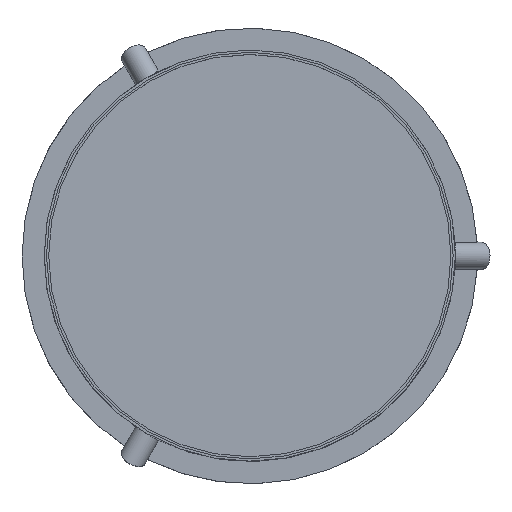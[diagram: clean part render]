
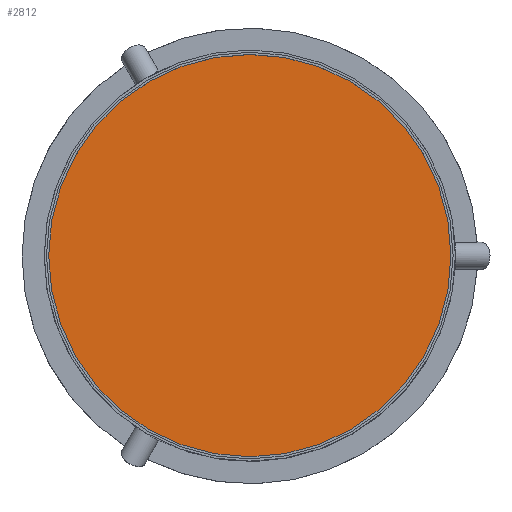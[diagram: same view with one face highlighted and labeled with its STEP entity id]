
A CAD part, top view. The second image highlights one B-rep face of the part: STEP entity #2812.
In plain terms, the highlighted planar face has unit normal (0, 0, 1).
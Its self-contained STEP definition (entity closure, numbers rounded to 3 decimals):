
#372=FACE_OUTER_BOUND('',#579,.T.);
#579=EDGE_LOOP('',(#2551));
#684=CIRCLE('',#3121,453.);
#1387=VERTEX_POINT('',#5467);
#1776=EDGE_CURVE('',#1387,#1387,#684,.T.);
#2551=ORIENTED_EDGE('',*,*,#1776,.T.);
#2657=PLANE('',#3120);
#2812=ADVANCED_FACE('',(#372),#2657,.T.);
#3120=AXIS2_PLACEMENT_3D('',#5466,#3892,#3893);
#3121=AXIS2_PLACEMENT_3D('',#5468,#3894,#3895);
#3892=DIRECTION('center_axis',(0.,0.,1.));
#3893=DIRECTION('ref_axis',(1.,0.,0.));
#3894=DIRECTION('center_axis',(0.,0.,1.));
#3895=DIRECTION('ref_axis',(-1.,0.,0.));
#5466=CARTESIAN_POINT('Origin',(0.,0.,
485.));
#5467=CARTESIAN_POINT('',(453.,0.,485.));
#5468=CARTESIAN_POINT('Origin',(0.,0.,485.));
